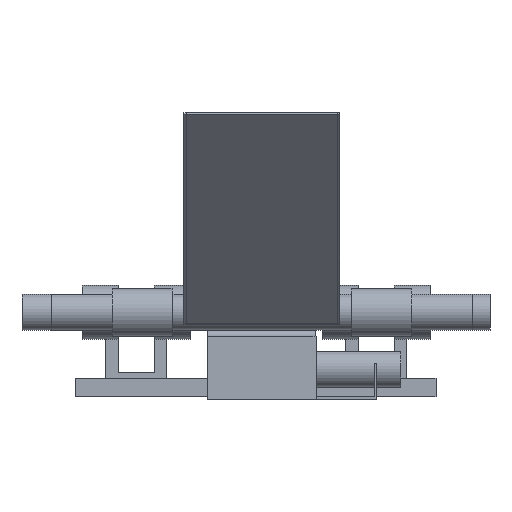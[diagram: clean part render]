
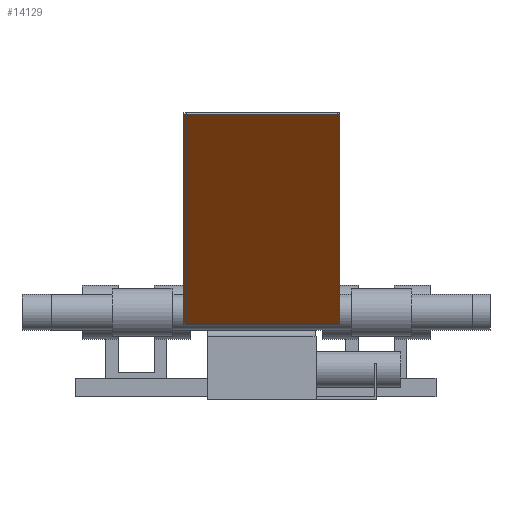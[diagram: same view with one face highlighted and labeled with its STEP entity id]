
A CAD part, left-side view. The second image highlights one B-rep face of the part: STEP entity #14129.
In plain terms, the highlighted planar face has unit normal (-0.707, 0, -0.707).
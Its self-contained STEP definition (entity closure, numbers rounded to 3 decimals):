
#1788=FACE_OUTER_BOUND('',#2553,.T.);
#2553=EDGE_LOOP('',(#12924,#12925,#12926,#12927));
#4000=LINE('',#35854,#5445);
#4001=LINE('',#35858,#5446);
#4002=LINE('',#35860,#5447);
#4003=LINE('',#35861,#5448);
#5445=VECTOR('',#19315,5.);
#5446=VECTOR('',#19320,10.);
#5447=VECTOR('',#19321,10.);
#5448=VECTOR('',#19322,10.);
#6807=VERTEX_POINT('',#35851);
#6808=VERTEX_POINT('',#35853);
#6809=VERTEX_POINT('',#35857);
#6810=VERTEX_POINT('',#35859);
#8849=EDGE_CURVE('',#6807,#6808,#4000,.T.);
#8851=EDGE_CURVE('',#6807,#6809,#4001,.T.);
#8852=EDGE_CURVE('',#6809,#6810,#4002,.T.);
#8853=EDGE_CURVE('',#6810,#6808,#4003,.T.);
#12924=ORIENTED_EDGE('',*,*,#8849,.F.);
#12925=ORIENTED_EDGE('',*,*,#8851,.T.);
#12926=ORIENTED_EDGE('',*,*,#8852,.T.);
#12927=ORIENTED_EDGE('',*,*,#8853,.T.);
#13391=PLANE('',#15454);
#14129=ADVANCED_FACE('',(#1788),#13391,.T.);
#15454=AXIS2_PLACEMENT_3D('',#35856,#19318,#19319);
#19315=DIRECTION('',(0.,1.,0.));
#19318=DIRECTION('center_axis',(-0.707,0.,-0.707));
#19319=DIRECTION('ref_axis',(-0.707,0.,0.707));
#19320=DIRECTION('',(-0.707,0.,0.707));
#19321=DIRECTION('',(0.,1.,0.));
#19322=DIRECTION('',(0.707,0.,-0.707));
#35851=CARTESIAN_POINT('',(-942.349,55.,-9.192));
#35853=CARTESIAN_POINT('',(-942.349,185.,-9.192));
#35854=CARTESIAN_POINT('',(-942.349,185.,-9.192));
#35856=CARTESIAN_POINT('Origin',(-1027.909,120.,76.368));
#35857=CARTESIAN_POINT('',(-1116.298,55.,164.756));
#35858=CARTESIAN_POINT('',(-939.521,55.,-12.021));
#35859=CARTESIAN_POINT('',(-1116.298,185.,164.756));
#35860=CARTESIAN_POINT('',(-1116.298,55.,164.756));
#35861=CARTESIAN_POINT('',(-1116.298,185.,164.756));
